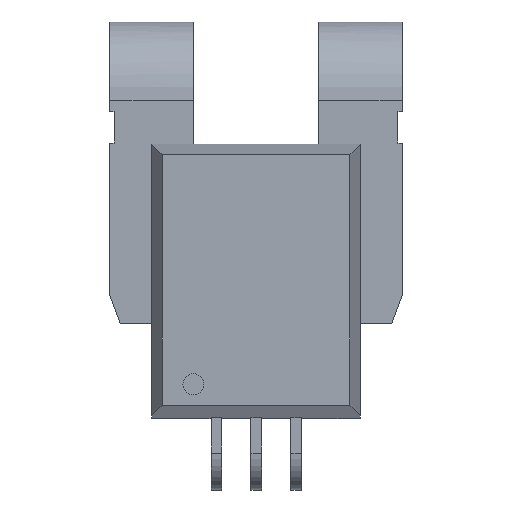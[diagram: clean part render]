
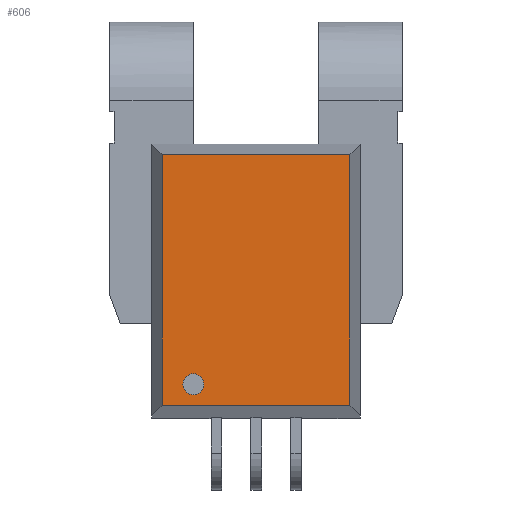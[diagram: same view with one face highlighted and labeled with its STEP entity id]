
A CAD part, top view. The second image highlights one B-rep face of the part: STEP entity #606.
In plain terms, the highlighted planar face has unit normal (0, 0, 1).
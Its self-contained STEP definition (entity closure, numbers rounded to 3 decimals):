
#352 = VERTEX_POINT('',#353);
#353 = CARTESIAN_POINT('',(4.5,3.899,7.5));
#359 = EDGE_CURVE('',#352,#360,#362,.T.);
#360 = VERTEX_POINT('',#361);
#361 = CARTESIAN_POINT('',(-4.5,3.899,7.5));
#362 = LINE('',#363,#364);
#363 = CARTESIAN_POINT('',(-2.5,3.899,7.5));
#364 = VECTOR('',#365,1.);
#365 = DIRECTION('',(-1.,-0.,-0.));
#578 = EDGE_CURVE('',#360,#579,#581,.T.);
#579 = VERTEX_POINT('',#580);
#580 = CARTESIAN_POINT('',(-4.5,15.9,7.5));
#581 = LINE('',#582,#583);
#582 = CARTESIAN_POINT('',(-4.5,7.8,7.5));
#583 = VECTOR('',#584,1.);
#584 = DIRECTION('',(0.,1.,0.));
#606 = ADVANCED_FACE('',(#607,#627),#645,.F.);
#607 = FACE_BOUND('',#608,.T.);
#608 = EDGE_LOOP('',(#609,#620));
#609 = ORIENTED_EDGE('',*,*,#610,.F.);
#610 = EDGE_CURVE('',#611,#613,#615,.T.);
#611 = VERTEX_POINT('',#612);
#612 = CARTESIAN_POINT('',(-2.5,4.9,7.5));
#613 = VERTEX_POINT('',#614);
#614 = CARTESIAN_POINT('',(-3.5,4.9,7.5));
#615 = CIRCLE('',#616,0.5);
#616 = AXIS2_PLACEMENT_3D('',#617,#618,#619);
#617 = CARTESIAN_POINT('',(-3.,4.9,7.5));
#618 = DIRECTION('',(0.,0.,1.));
#619 = DIRECTION('',(1.,0.,0.));
#620 = ORIENTED_EDGE('',*,*,#621,.F.);
#621 = EDGE_CURVE('',#613,#611,#622,.T.);
#622 = CIRCLE('',#623,0.5);
#623 = AXIS2_PLACEMENT_3D('',#624,#625,#626);
#624 = CARTESIAN_POINT('',(-3.,4.9,7.5));
#625 = DIRECTION('',(0.,0.,1.));
#626 = DIRECTION('',(1.,0.,0.));
#627 = FACE_BOUND('',#628,.T.);
#628 = EDGE_LOOP('',(#629,#637,#643,#644));
#629 = ORIENTED_EDGE('',*,*,#630,.F.);
#630 = EDGE_CURVE('',#631,#352,#633,.T.);
#631 = VERTEX_POINT('',#632);
#632 = CARTESIAN_POINT('',(4.5,15.9,7.5));
#633 = LINE('',#634,#635);
#634 = CARTESIAN_POINT('',(4.5,8.85,7.5));
#635 = VECTOR('',#636,1.);
#636 = DIRECTION('',(0.,-1.,0.));
#637 = ORIENTED_EDGE('',*,*,#638,.F.);
#638 = EDGE_CURVE('',#579,#631,#639,.T.);
#639 = LINE('',#640,#641);
#640 = CARTESIAN_POINT('',(-2.5,15.9,7.5));
#641 = VECTOR('',#642,1.);
#642 = DIRECTION('',(1.,0.,0.));
#643 = ORIENTED_EDGE('',*,*,#578,.F.);
#644 = ORIENTED_EDGE('',*,*,#359,.F.);
#645 = PLANE('',#646);
#646 = AXIS2_PLACEMENT_3D('',#647,#648,#649);
#647 = CARTESIAN_POINT('',(-5.,7.8,7.5));
#648 = DIRECTION('',(0.,0.,-1.));
#649 = DIRECTION('',(-1.,0.,0.));
